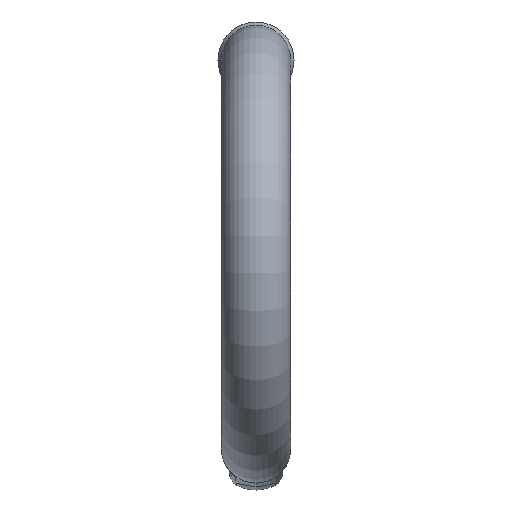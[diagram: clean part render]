
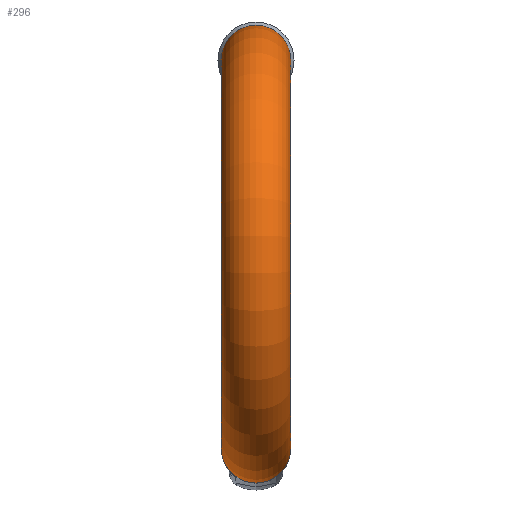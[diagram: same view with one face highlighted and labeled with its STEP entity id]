
A CAD part, top view. The second image highlights one B-rep face of the part: STEP entity #296.
In plain terms, the highlighted toroidal (fillet/blend) face has major radius 36.5 mm and minor radius 6.5 mm.
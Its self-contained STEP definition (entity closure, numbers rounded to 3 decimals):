
#104=TOROIDAL_SURFACE('',#2587,36.5,6.5);
#122=CIRCLE('',#2572,6.5);
#124=CIRCLE('',#2580,6.5);
#296=ADVANCED_FACE('',(#529,#530),#104,.T.);
#529=FACE_BOUND('',#569,.T.);
#530=FACE_BOUND('',#570,.T.);
#569=EDGE_LOOP('',(#1062));
#570=EDGE_LOOP('',(#1063));
#1062=ORIENTED_EDGE('',*,*,#2006,.T.);
#1063=ORIENTED_EDGE('',*,*,#2000,.F.);
#1764=VERTEX_POINT('',#4484);
#1766=VERTEX_POINT('',#4494);
#2000=EDGE_CURVE('',#1764,#1764,#122,.T.);
#2006=EDGE_CURVE('',#1766,#1766,#124,.T.);
#2572=AXIS2_PLACEMENT_3D('',#4483,#2747,#2748);
#2580=AXIS2_PLACEMENT_3D('',#4493,#2763,#2764);
#2587=AXIS2_PLACEMENT_3D('',#4504,#2777,#2778);
#2747=DIRECTION('',(0.,0.,-1.));
#2748=DIRECTION('',(0.,1.,0.));
#2763=DIRECTION('',(0.,0.,1.));
#2764=DIRECTION('',(0.,1.,0.));
#2777=DIRECTION('',(1.,0.,0.));
#2778=DIRECTION('',(0.,0.,-1.));
#4483=CARTESIAN_POINT('',(0.,-36.5,25.));
#4484=CARTESIAN_POINT('',(0.,-30.,25.));
#4493=CARTESIAN_POINT('',(0.,36.5,25.));
#4494=CARTESIAN_POINT('',(0.,43.,25.));
#4504=CARTESIAN_POINT('',(0.,0.,25.));
